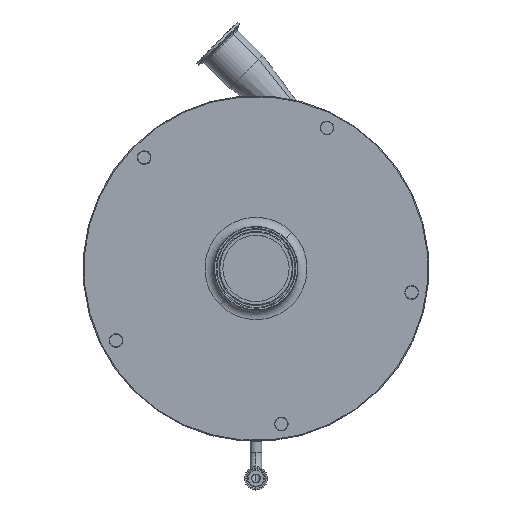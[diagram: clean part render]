
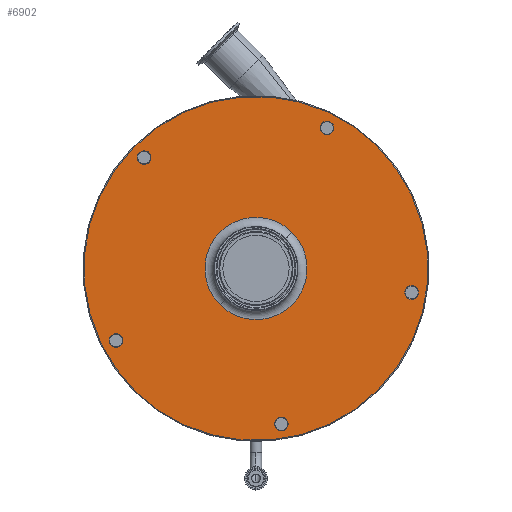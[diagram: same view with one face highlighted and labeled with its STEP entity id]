
A CAD part, top view. The second image highlights one B-rep face of the part: STEP entity #6902.
In plain terms, the highlighted planar face has unit normal (0, 0, 1).
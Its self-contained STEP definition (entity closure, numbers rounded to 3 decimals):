
#8 = CIRCLE ( 'NONE', #5248, 56. ) ;
#43 = CARTESIAN_POINT ( 'NONE',  ( -39.431, -39.765, 240. ) ) ;
#49 = DIRECTION ( 'NONE',  ( -0.704, -0.71, 0. ) ) ;
#68 = PLANE ( 'NONE',  #4104 ) ;
#82 = DIRECTION ( 'NONE',  ( 0., 0., 1. ) ) ;
#84 = CARTESIAN_POINT ( 'NONE',  ( -117.208, 126.786, 240. ) ) ;
#151 = VERTEX_POINT ( 'NONE', #1148 ) ;
#199 = EDGE_CURVE ( 'NONE', #1494, #244, #3432, .T. ) ;
#212 = EDGE_CURVE ( 'NONE', #6639, #2271, #8, .T. ) ;
#244 = VERTEX_POINT ( 'NONE', #622 ) ;
#246 = AXIS2_PLACEMENT_3D ( 'NONE', #1400, #6201, #2501 ) ;
#308 = DIRECTION ( 'NONE',  ( -0.704, -0.71, 0. ) ) ;
#341 = DIRECTION ( 'NONE',  ( 0., 0., 1. ) ) ;
#409 = CARTESIAN_POINT ( 'NONE',  ( 175.814, -31.548, 240. ) ) ;
#559 = DIRECTION ( 'NONE',  ( 0.704, 0.71, 0. ) ) ;
#584 = AXIS2_PLACEMENT_3D ( 'NONE', #6025, #82, #559 ) ;
#585 = CIRCLE ( 'NONE', #3311, 7.5 ) ;
#607 = DIRECTION ( 'NONE',  ( 0., 0., 1. ) ) ;
#622 = CARTESIAN_POINT ( 'NONE',  ( -127.77, 116.135, 240. ) ) ;
#712 = FACE_BOUND ( 'NONE', #6647, .T. ) ;
#745 = FACE_OUTER_BOUND ( 'NONE', #6223, .T. ) ;
#767 = EDGE_LOOP ( 'NONE', ( #6486, #1257 ) ) ;
#806 = ORIENTED_EDGE ( 'NONE', *, *, #3175, .T. ) ;
#856 = VERTEX_POINT ( 'NONE', #3067 ) ;
#861 = CIRCLE ( 'NONE', #1897, 56. ) ;
#866 = DIRECTION ( 'NONE',  ( 0., 0., 1. ) ) ;
#1053 = DIRECTION ( 'NONE',  ( -0.704, -0.71, 0. ) ) ;
#1103 = VERTEX_POINT ( 'NONE', #1849 ) ;
#1148 = CARTESIAN_POINT ( 'NONE',  ( 82.991, 148.746, 240. ) ) ;
#1151 = CARTESIAN_POINT ( 'NONE',  ( 132.727, 133.85, 240. ) ) ;
#1191 = DIRECTION ( 'NONE',  ( 0.71, -0.704, 0. ) ) ;
#1210 = FACE_BOUND ( 'NONE', #1748, .T. ) ;
#1257 = ORIENTED_EDGE ( 'NONE', *, *, #3622, .F. ) ;
#1276 = DIRECTION ( 'NONE',  ( 0., 0., 1. ) ) ;
#1307 = EDGE_CURVE ( 'NONE', #1484, #2349, #2875, .T. ) ;
#1400 = CARTESIAN_POINT ( 'NONE',  ( -153.367, -78.96, 240. ) ) ;
#1484 = VERTEX_POINT ( 'NONE', #1151 ) ;
#1494 = VERTEX_POINT ( 'NONE', #84 ) ;
#1523 = EDGE_LOOP ( 'NONE', ( #5117, #3783 ) ) ;
#1742 = EDGE_CURVE ( 'NONE', #151, #5677, #2767, .T. ) ;
#1748 = EDGE_LOOP ( 'NONE', ( #3468, #3833 ) ) ;
#1759 = DIRECTION ( 'NONE',  ( 0., 0., 1. ) ) ;
#1817 = CARTESIAN_POINT ( 'NONE',  ( 170.488, -26.267, 240. ) ) ;
#1823 = FACE_BOUND ( 'NONE', #767, .T. ) ;
#1829 = CIRCLE ( 'NONE', #3867, 7.5 ) ;
#1849 = CARTESIAN_POINT ( 'NONE',  ( 22.377, -164.98, 240. ) ) ;
#1897 = AXIS2_PLACEMENT_3D ( 'NONE', #4704, #1999, #49 ) ;
#1999 = DIRECTION ( 'NONE',  ( 0., 0., -1. ) ) ;
#2003 = CIRCLE ( 'NONE', #2115, 7.5 ) ;
#2024 = AXIS2_PLACEMENT_3D ( 'NONE', #3587, #2938, #308 ) ;
#2039 = VERTEX_POINT ( 'NONE', #3908 ) ;
#2054 = DIRECTION ( 'NONE',  ( 0.71, -0.704, 0. ) ) ;
#2115 = AXIS2_PLACEMENT_3D ( 'NONE', #4291, #4866, #5924 ) ;
#2197 = CARTESIAN_POINT ( 'NONE',  ( 0., 0., 240. ) ) ;
#2271 = VERTEX_POINT ( 'NONE', #3158 ) ;
#2349 = VERTEX_POINT ( 'NONE', #2863 ) ;
#2478 = ORIENTED_EDGE ( 'NONE', *, *, #6962, .F. ) ;
#2501 = DIRECTION ( 'NONE',  ( 0.71, -0.704, 0. ) ) ;
#2518 = VERTEX_POINT ( 'NONE', #409 ) ;
#2586 = VERTEX_POINT ( 'NONE', #3286 ) ;
#2750 = EDGE_LOOP ( 'NONE', ( #2478, #4781 ) ) ;
#2767 = CIRCLE ( 'NONE', #3336, 7.5 ) ;
#2847 = CARTESIAN_POINT ( 'NONE',  ( 27.703, -170.261, 240. ) ) ;
#2863 = CARTESIAN_POINT ( 'NONE',  ( -132.727, -133.85, 240. ) ) ;
#2875 = CIRCLE ( 'NONE', #6853, 188.5 ) ;
#2883 = ORIENTED_EDGE ( 'NONE', *, *, #1742, .F. ) ;
#2888 = DIRECTION ( 'NONE',  ( 0.71, -0.704, 0. ) ) ;
#2906 = AXIS2_PLACEMENT_3D ( 'NONE', #4460, #1759, #3927 ) ;
#2938 = DIRECTION ( 'NONE',  ( 0., 0., 1. ) ) ;
#3030 = EDGE_LOOP ( 'NONE', ( #2883, #3528 ) ) ;
#3051 = CARTESIAN_POINT ( 'NONE',  ( 0., 0., 240. ) ) ;
#3067 = CARTESIAN_POINT ( 'NONE',  ( 33.028, -175.542, 240. ) ) ;
#3113 = DIRECTION ( 'NONE',  ( 0.71, -0.704, 0. ) ) ;
#3115 = DIRECTION ( 'NONE',  ( 0., 0., 1. ) ) ;
#3158 = CARTESIAN_POINT ( 'NONE',  ( 39.431, 39.765, 240. ) ) ;
#3175 = EDGE_CURVE ( 'NONE', #2271, #6639, #861, .T. ) ;
#3286 = CARTESIAN_POINT ( 'NONE',  ( -148.042, -84.241, 240. ) ) ;
#3311 = AXIS2_PLACEMENT_3D ( 'NONE', #4831, #3115, #2054 ) ;
#3336 = AXIS2_PLACEMENT_3D ( 'NONE', #4648, #866, #3113 ) ;
#3432 = CIRCLE ( 'NONE', #584, 7.5 ) ;
#3461 = DIRECTION ( 'NONE',  ( 0., 0., -1. ) ) ;
#3468 = ORIENTED_EDGE ( 'NONE', *, *, #6452, .F. ) ;
#3528 = ORIENTED_EDGE ( 'NONE', *, *, #5413, .F. ) ;
#3587 = CARTESIAN_POINT ( 'NONE',  ( 0., 0., 240. ) ) ;
#3622 = EDGE_CURVE ( 'NONE', #2039, #2586, #2003, .T. ) ;
#3742 = EDGE_CURVE ( 'NONE', #1103, #856, #6645, .T. ) ;
#3748 = VERTEX_POINT ( 'NONE', #6095 ) ;
#3783 = ORIENTED_EDGE ( 'NONE', *, *, #4534, .F. ) ;
#3833 = ORIENTED_EDGE ( 'NONE', *, *, #5943, .F. ) ;
#3867 = AXIS2_PLACEMENT_3D ( 'NONE', #1817, #1276, #5584 ) ;
#3868 = DIRECTION ( 'NONE',  ( 0., 0., 1. ) ) ;
#3908 = CARTESIAN_POINT ( 'NONE',  ( -158.693, -73.679, 240. ) ) ;
#3927 = DIRECTION ( 'NONE',  ( 0.71, -0.704, 0. ) ) ;
#3987 = FACE_BOUND ( 'NONE', #2750, .T. ) ;
#4076 = AXIS2_PLACEMENT_3D ( 'NONE', #5998, #3868, #1191 ) ;
#4104 = AXIS2_PLACEMENT_3D ( 'NONE', #5096, #3461, #4451 ) ;
#4291 = CARTESIAN_POINT ( 'NONE',  ( -153.367, -78.96, 240. ) ) ;
#4451 = DIRECTION ( 'NONE',  ( -0.704, -0.71, 0. ) ) ;
#4460 = CARTESIAN_POINT ( 'NONE',  ( 27.703, -170.261, 240. ) ) ;
#4481 = EDGE_CURVE ( 'NONE', #2349, #1484, #4512, .T. ) ;
#4512 = CIRCLE ( 'NONE', #2024, 188.5 ) ;
#4534 = EDGE_CURVE ( 'NONE', #244, #1494, #5984, .T. ) ;
#4557 = ORIENTED_EDGE ( 'NONE', *, *, #212, .T. ) ;
#4648 = CARTESIAN_POINT ( 'NONE',  ( 77.665, 154.027, 240. ) ) ;
#4669 = ORIENTED_EDGE ( 'NONE', *, *, #1307, .T. ) ;
#4694 = DIRECTION ( 'NONE',  ( 0.704, 0.71, 0. ) ) ;
#4704 = CARTESIAN_POINT ( 'NONE',  ( 0., 0., 240. ) ) ;
#4781 = ORIENTED_EDGE ( 'NONE', *, *, #3742, .F. ) ;
#4807 = ORIENTED_EDGE ( 'NONE', *, *, #4481, .T. ) ;
#4831 = CARTESIAN_POINT ( 'NONE',  ( 170.488, -26.267, 240. ) ) ;
#4866 = DIRECTION ( 'NONE',  ( 0., 0., 1. ) ) ;
#5096 = CARTESIAN_POINT ( 'NONE',  ( -134.56, 133.431, 240. ) ) ;
#5117 = ORIENTED_EDGE ( 'NONE', *, *, #199, .F. ) ;
#5223 = DIRECTION ( 'NONE',  ( 0., 0., 1. ) ) ;
#5248 = AXIS2_PLACEMENT_3D ( 'NONE', #2197, #7006, #1053 ) ;
#5413 = EDGE_CURVE ( 'NONE', #5677, #151, #6241, .T. ) ;
#5486 = FACE_BOUND ( 'NONE', #1523, .T. ) ;
#5520 = FACE_BOUND ( 'NONE', #3030, .T. ) ;
#5584 = DIRECTION ( 'NONE',  ( 0.71, -0.704, 0. ) ) ;
#5677 = VERTEX_POINT ( 'NONE', #5694 ) ;
#5694 = CARTESIAN_POINT ( 'NONE',  ( 72.339, 159.308, 240. ) ) ;
#5709 = CIRCLE ( 'NONE', #6042, 7.5 ) ;
#5896 = DIRECTION ( 'NONE',  ( -0.704, -0.71, 0. ) ) ;
#5924 = DIRECTION ( 'NONE',  ( 0.71, -0.704, 0. ) ) ;
#5943 = EDGE_CURVE ( 'NONE', #3748, #2518, #1829, .T. ) ;
#5984 = CIRCLE ( 'NONE', #6903, 7.5 ) ;
#5998 = CARTESIAN_POINT ( 'NONE',  ( 77.665, 154.027, 240. ) ) ;
#6025 = CARTESIAN_POINT ( 'NONE',  ( -122.489, 121.461, 240. ) ) ;
#6042 = AXIS2_PLACEMENT_3D ( 'NONE', #2847, #607, #2888 ) ;
#6095 = CARTESIAN_POINT ( 'NONE',  ( 165.163, -20.986, 240. ) ) ;
#6201 = DIRECTION ( 'NONE',  ( 0., 0., 1. ) ) ;
#6223 = EDGE_LOOP ( 'NONE', ( #4807, #4669 ) ) ;
#6241 = CIRCLE ( 'NONE', #4076, 7.5 ) ;
#6391 = CIRCLE ( 'NONE', #246, 7.5 ) ;
#6452 = EDGE_CURVE ( 'NONE', #2518, #3748, #585, .T. ) ;
#6486 = ORIENTED_EDGE ( 'NONE', *, *, #6839, .F. ) ;
#6639 = VERTEX_POINT ( 'NONE', #43 ) ;
#6645 = CIRCLE ( 'NONE', #2906, 7.5 ) ;
#6647 = EDGE_LOOP ( 'NONE', ( #4557, #806 ) ) ;
#6780 = CARTESIAN_POINT ( 'NONE',  ( -122.489, 121.461, 240. ) ) ;
#6839 = EDGE_CURVE ( 'NONE', #2586, #2039, #6391, .T. ) ;
#6853 = AXIS2_PLACEMENT_3D ( 'NONE', #3051, #5223, #5896 ) ;
#6902 = ADVANCED_FACE ( 'NONE', ( #1823, #3987, #1210, #5520, #5486, #745, #712 ), #68, .F. ) ;
#6903 = AXIS2_PLACEMENT_3D ( 'NONE', #6780, #341, #4694 ) ;
#6962 = EDGE_CURVE ( 'NONE', #856, #1103, #5709, .T. ) ;
#7006 = DIRECTION ( 'NONE',  ( 0., 0., -1. ) ) ;
